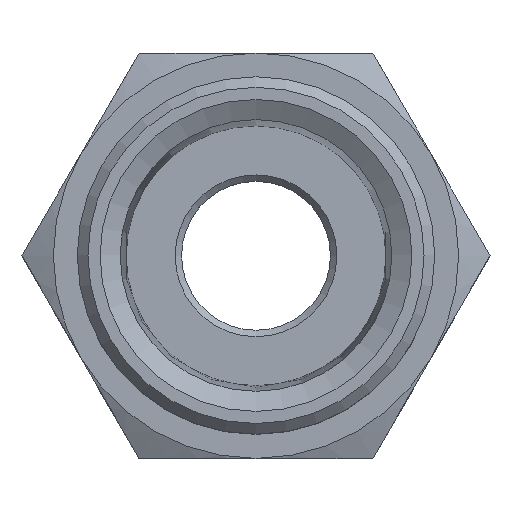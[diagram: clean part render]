
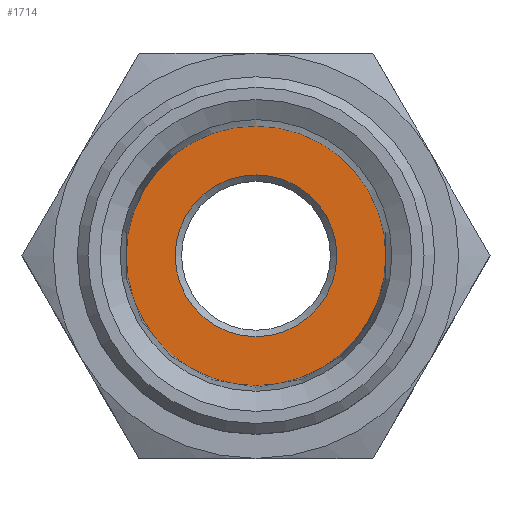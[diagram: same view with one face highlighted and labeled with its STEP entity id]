
A CAD part, top view. The second image highlights one B-rep face of the part: STEP entity #1714.
In plain terms, the highlighted planar face has unit normal (0, 0, 1).
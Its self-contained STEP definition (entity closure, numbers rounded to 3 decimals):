
#297=ORIENTED_EDGE('',*,*,#615,.T.);
#298=ORIENTED_EDGE('',*,*,#614,.F.);
#614=EDGE_CURVE('',#780,#780,#892,.T.);
#615=EDGE_CURVE('',#781,#781,#893,.T.);
#780=VERTEX_POINT('',#2445);
#781=VERTEX_POINT('',#2448);
#892=CIRCLE('',#1843,6.105);
#893=CIRCLE('',#1845,3.8);
#984=EDGE_LOOP('',(#297));
#985=EDGE_LOOP('',(#298));
#1110=FACE_BOUND('',#984,.T.);
#1111=FACE_BOUND('',#985,.T.);
#1191=PLANE('',#1844);
#1714=ADVANCED_FACE('',(#1110,#1111),#1191,.T.);
#1843=AXIS2_PLACEMENT_3D('',#2444,#2063,#2064);
#1844=AXIS2_PLACEMENT_3D('',#2446,#2065,#2066);
#1845=AXIS2_PLACEMENT_3D('',#2447,#2067,#2068);
#2063=DIRECTION('',(0.,0.,-1.));
#2064=DIRECTION('',(0.,1.,0.));
#2065=DIRECTION('',(0.,0.,1.));
#2066=DIRECTION('',(0.,-1.,0.));
#2067=DIRECTION('',(0.,0.,-1.));
#2068=DIRECTION('',(0.,1.,0.));
#2444=CARTESIAN_POINT('',(0.,0.,-9.5));
#2445=CARTESIAN_POINT('',(0.,6.105,-9.5));
#2446=CARTESIAN_POINT('',(0.,6.105,-9.5));
#2447=CARTESIAN_POINT('',(0.,0.,-9.5));
#2448=CARTESIAN_POINT('',(0.,3.8,-9.5));
